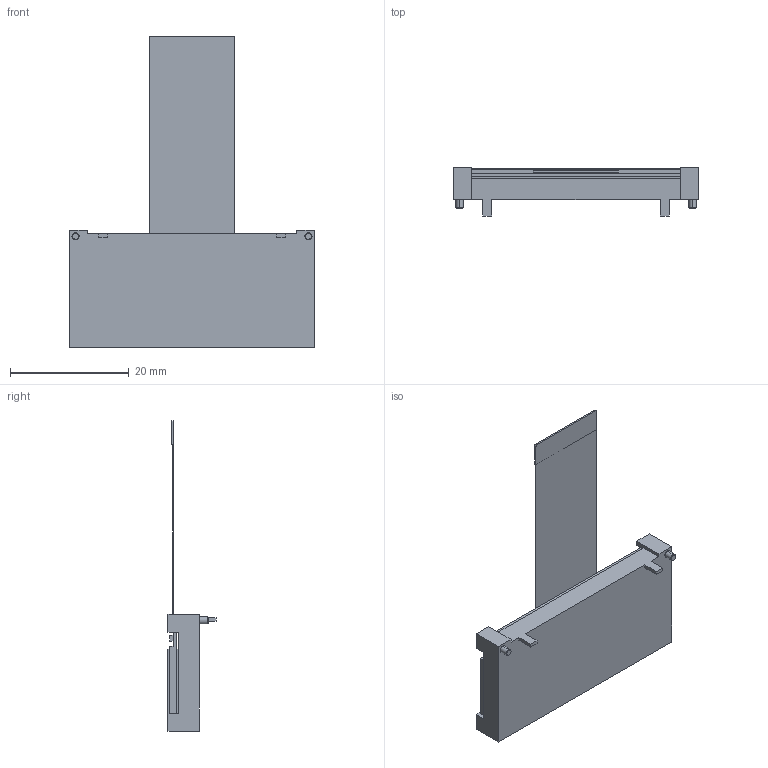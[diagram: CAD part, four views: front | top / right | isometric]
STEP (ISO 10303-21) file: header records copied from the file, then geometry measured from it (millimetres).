
FILE_DESCRIPTION((''),'2;1');
FILE_NAME('16309_ASM','2021-09-09T',('caizhe'),(''),'PRO/ENGINEER BY PARAMETRIC TECHNOLOGY CORPORATION, 2005030','PRO/ENGINEER BY PARAMETRIC TECHNOLOGY CORPORATION, 2005030','');
FILE_SCHEMA(('CONFIG_CONTROL_DESIGN'));
Length unit declared in the file: millimetre
Products named in the file (4): 16309LED; 16309LCD; 16309FPC; 16309_ASM
Assembly tree (3 placements, depth 2):
  16309_ASM
    16309LED
    16309LCD
    16309FPC
Bounding box: 41.3 x 8.1 x 52.35 mm (x, y, z)
Volume: 3934.7 mm3; surface area: 4815.7 mm2
Topology: 3 solids, 3 shells, 103 faces, 268 edges, 176 vertices
Faces by surface type: plane 87, cylinder 10, cone 4, bspline 2
Entity records: 3266 total; most frequent: CARTESIAN_POINT 608, ORIENTED_EDGE 536, DIRECTION 510, EDGE_CURVE 268, VECTOR 242, LINE 242, VERTEX_POINT 176, AXIS2_PLACEMENT_3D 134
